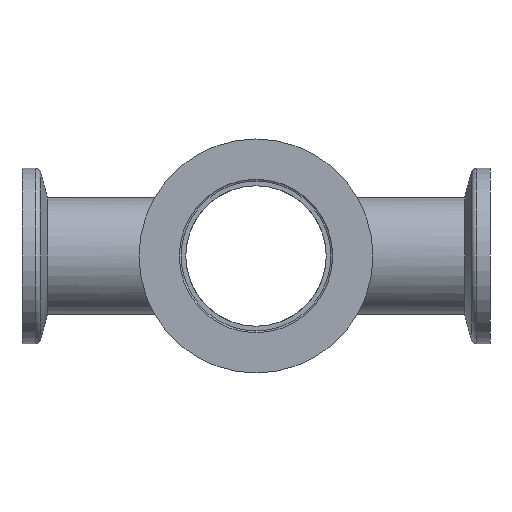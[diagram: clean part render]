
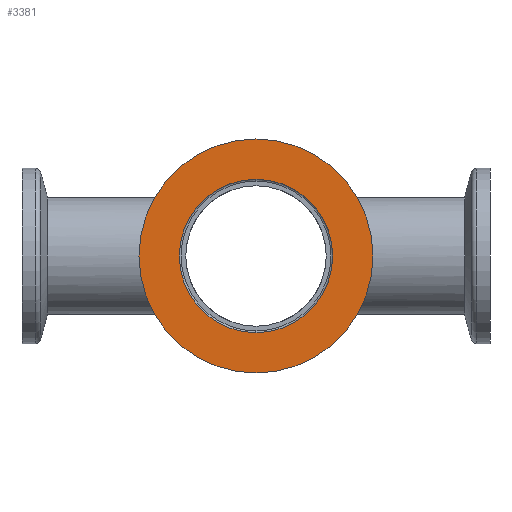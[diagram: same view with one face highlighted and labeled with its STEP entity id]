
A CAD part, left-side view. The second image highlights one B-rep face of the part: STEP entity #3381.
In plain terms, the highlighted planar face has unit normal (-1, 0, 0).
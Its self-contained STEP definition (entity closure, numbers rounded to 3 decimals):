
#27 = DIRECTION ( 'NONE',  ( -1., 0., 0. ) ) ;
#180 = FACE_OUTER_BOUND ( 'NONE', #546, .T. ) ;
#477 = CIRCLE ( 'NONE', #4028, 13.1 ) ;
#504 = EDGE_CURVE ( 'NONE', #561, #776, #3576, .T. ) ;
#546 = EDGE_LOOP ( 'NONE', ( #2477, #900 ) ) ;
#561 = VERTEX_POINT ( 'NONE', #1519 ) ;
#680 = DIRECTION ( 'NONE',  ( -1., 0., 0. ) ) ;
#695 = CARTESIAN_POINT ( 'NONE',  ( -3.5, 0., -13.1 ) ) ;
#776 = VERTEX_POINT ( 'NONE', #2716 ) ;
#851 = DIRECTION ( 'NONE',  ( -1., 0., 0. ) ) ;
#862 = CARTESIAN_POINT ( 'NONE',  ( -3.5, 0., 0. ) ) ;
#900 = ORIENTED_EDGE ( 'NONE', *, *, #3697, .T. ) ;
#1039 = DIRECTION ( 'NONE',  ( 0., 0., -1. ) ) ;
#1090 = ORIENTED_EDGE ( 'NONE', *, *, #1472, .F. ) ;
#1153 = VERTEX_POINT ( 'NONE', #2483 ) ;
#1196 = DIRECTION ( 'NONE',  ( 0., 0., 1. ) ) ;
#1472 = EDGE_CURVE ( 'NONE', #1153, #2592, #2058, .T. ) ;
#1519 = CARTESIAN_POINT ( 'NONE',  ( -3.5, 0., 20. ) ) ;
#1787 = AXIS2_PLACEMENT_3D ( 'NONE', #2680, #680, #3013 ) ;
#1909 = ORIENTED_EDGE ( 'NONE', *, *, #1922, .F. ) ;
#1922 = EDGE_CURVE ( 'NONE', #2592, #1153, #477, .T. ) ;
#2009 = CARTESIAN_POINT ( 'NONE',  ( -3.5, 0., 0. ) ) ;
#2058 = CIRCLE ( 'NONE', #1787, 13.1 ) ;
#2176 = AXIS2_PLACEMENT_3D ( 'NONE', #2841, #851, #3173 ) ;
#2330 = PLANE ( 'NONE',  #3704 ) ;
#2341 = DIRECTION ( 'NONE',  ( 0., 0., 1. ) ) ;
#2477 = ORIENTED_EDGE ( 'NONE', *, *, #504, .T. ) ;
#2483 = CARTESIAN_POINT ( 'NONE',  ( -3.5, 0., -13.1 ) ) ;
#2592 = VERTEX_POINT ( 'NONE', #2786 ) ;
#2680 = CARTESIAN_POINT ( 'NONE',  ( -3.5, 0., 0. ) ) ;
#2716 = CARTESIAN_POINT ( 'NONE',  ( -3.5, 0., -20. ) ) ;
#2786 = CARTESIAN_POINT ( 'NONE',  ( -3.5, 0., 13.1 ) ) ;
#2841 = CARTESIAN_POINT ( 'NONE',  ( -3.5, 0., 0. ) ) ;
#3013 = DIRECTION ( 'NONE',  ( 0., 0., 1. ) ) ;
#3027 = DIRECTION ( 'NONE',  ( 1., 0., 0. ) ) ;
#3173 = DIRECTION ( 'NONE',  ( 0., 0., 1. ) ) ;
#3182 = DIRECTION ( 'NONE',  ( -1., 0., 0. ) ) ;
#3381 = ADVANCED_FACE ( 'NONE', ( #3673, #180 ), #2330, .F. ) ;
#3543 = AXIS2_PLACEMENT_3D ( 'NONE', #862, #3182, #1196 ) ;
#3546 = EDGE_LOOP ( 'NONE', ( #1909, #1090 ) ) ;
#3576 = CIRCLE ( 'NONE', #2176, 20. ) ;
#3673 = FACE_BOUND ( 'NONE', #3546, .T. ) ;
#3697 = EDGE_CURVE ( 'NONE', #776, #561, #3854, .T. ) ;
#3704 = AXIS2_PLACEMENT_3D ( 'NONE', #695, #3027, #1039 ) ;
#3854 = CIRCLE ( 'NONE', #3543, 20. ) ;
#4028 = AXIS2_PLACEMENT_3D ( 'NONE', #2009, #27, #2341 ) ;
